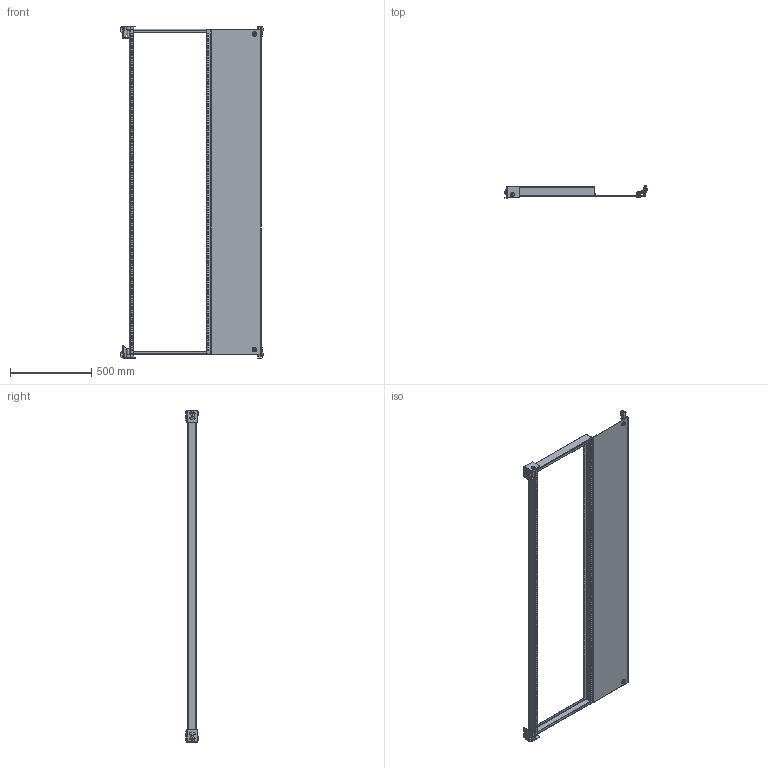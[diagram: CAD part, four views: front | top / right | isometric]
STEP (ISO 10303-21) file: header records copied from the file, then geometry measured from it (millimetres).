
FILE_DESCRIPTION (( 'STEP AP203' ), '1' );
FILE_NAME ('1418SFYY_Default.step', '2019-11-02T19:08:04', ( '' ), ( '' ), 'SwSTEP 2.0', 'SolidWorks 2019', '' );
FILE_SCHEMA (( 'CONFIG_CONTROL_DESIGN' ));
Products named in the file (1): 1418SFYY_Default
Bounding box: 881.01 x 74.14 x 2037.71 mm (x, y, z)
Volume: 2852571.8 mm3; surface area: 2446054.3 mm2
Topology: 38 solids, 38 shells, 1776 faces, 4918 edges, 3246 vertices
Faces by surface type: cylinder 1270, plane 474, bspline 16, cone 14, torus 2
Entity records: 60894 total; most frequent: DIRECTION 10947, CARTESIAN_POINT 10912, ORIENTED_EDGE 9828, EDGE_CURVE 4914, AXIS2_PLACEMENT_3D 4317, VERTEX_POINT 3246, EDGE_LOOP 2918, CIRCLE 2556
